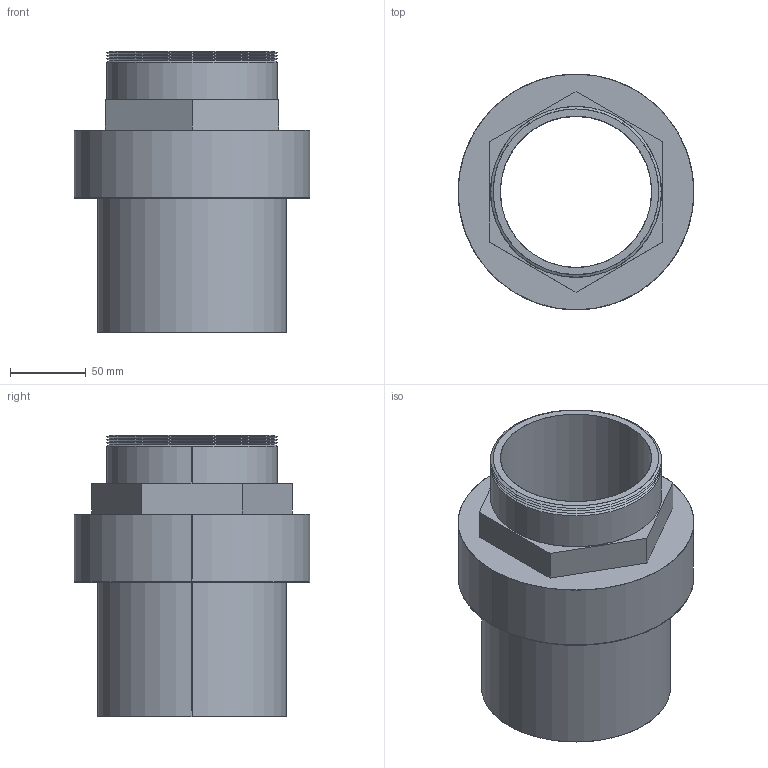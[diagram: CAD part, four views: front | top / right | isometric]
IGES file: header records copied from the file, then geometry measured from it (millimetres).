
Start section: SolidWorks IGES file using analytic representation for surfaces
Global section: file name: Transition Adaptor Pe-Brass Male_001 117 6200 0125.igs; native system: SolidWorks 2019; preprocessor: SolidWorks 2019; author: b.celik; date: 200204.154321; units: millimetre
Bounding box: 156 x 156 x 186 mm (x, y, z)
Surface area: 159310.1 mm2 (no closed solid volume)
Topology: 0 solids, 0 shells, 39 faces, 660 edges, 660 vertices
Faces by surface type: revolution 26, bspline 13
